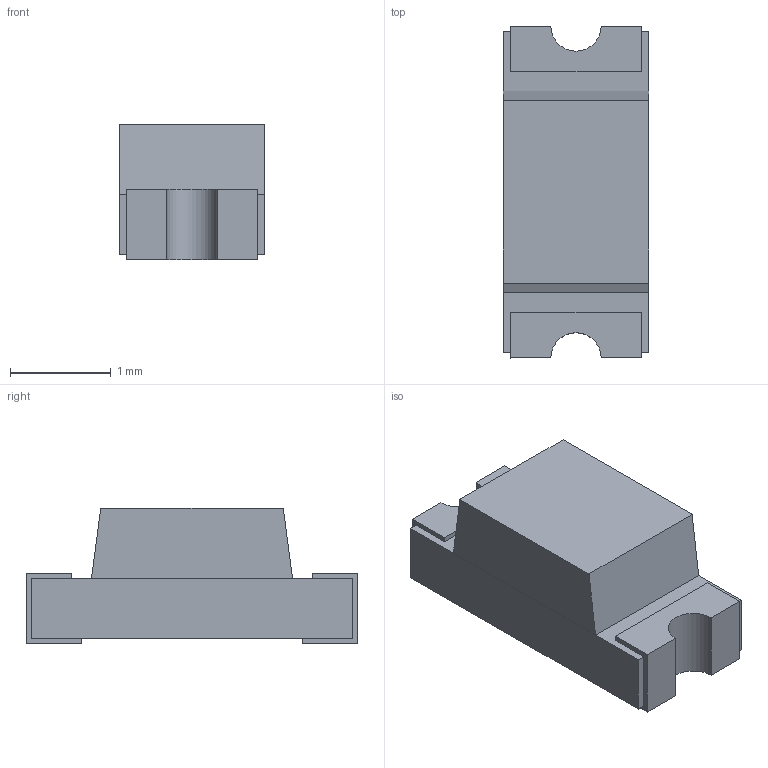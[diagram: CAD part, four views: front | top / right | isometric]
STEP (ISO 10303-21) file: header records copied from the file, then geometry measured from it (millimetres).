
FILE_DESCRIPTION (( 'STEP AP214' ), '1' );
FILE_NAME ('9475D494-4991-430E-A0FE-8E0A4D7D33DF.STEP', '2008-01-07T12:42:11', ( 'SysAdmin' ), ( 'SolidWorks' ), 'SwSTEP 2.0', 'SolidWorks 2008', '' );
FILE_SCHEMA (( 'AUTOMOTIVE_DESIGN' ));
Length unit declared in the file: millimetre
Products named in the file (1): 9475D494-4991-430E-A0FE-8E0A4D7D33DF
Bounding box: 1.45 x 3.3 x 1.35 mm (x, y, z)
Volume: 4.8 mm3; surface area: 34.1 mm2
Topology: 5 solids, 5 shells, 52 faces, 126 edges, 84 vertices
Faces by surface type: plane 44, cylinder 8
Entity records: 2137 total; most frequent: CARTESIAN_POINT 263, ORIENTED_EDGE 252, DIRECTION 248, EDGE_CURVE 126, VECTOR 110, LINE 110, VERTEX_POINT 84, AXIS2_PLACEMENT_3D 69
